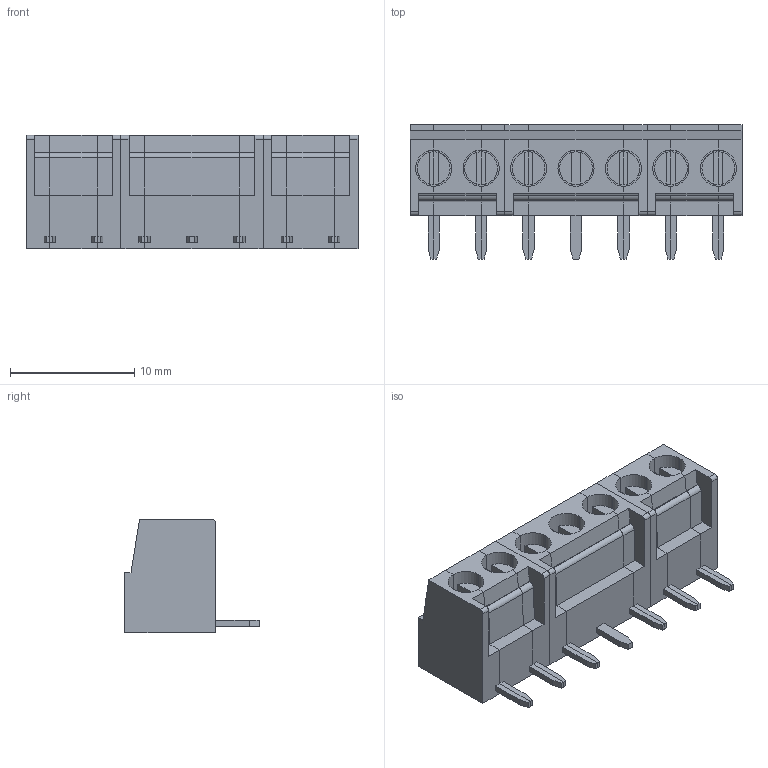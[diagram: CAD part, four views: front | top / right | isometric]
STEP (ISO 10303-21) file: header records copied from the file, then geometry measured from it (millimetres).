
FILE_DESCRIPTION(('STEP AP242'),'1');
FILE_NAME('691243300007.stp','2023-01-30T11:55:15',('TraceParts'),('TraceParts S.A.'),'Spatial InterOp 3D',' ',' ');
FILE_SCHEMA(('AP242_MANAGED_MODEL_BASED_3D_ENGINEERING_MIM_LF {1 0 10303 442 1 1 4}'));
Length unit declared in the file: millimetre
Products named in the file (1): 691243300007_1
Bounding box: 26.67 x 10.8 x 9.1 mm (x, y, z)
Volume: 1317.4 mm3; surface area: 2319.8 mm2
Topology: 9 solids, 9 shells, 501 faces, 1407 edges, 929 vertices
Faces by surface type: plane 434, cylinder 67
Entity records: 19984 total; most frequent: CARTESIAN_POINT 2846, ORIENTED_EDGE 2814, DIRECTION 2590, EDGE_CURVE 1407, LINE 1244, VECTOR 1244, VERTEX_POINT 929, AXIS2_PLACEMENT_3D 673
